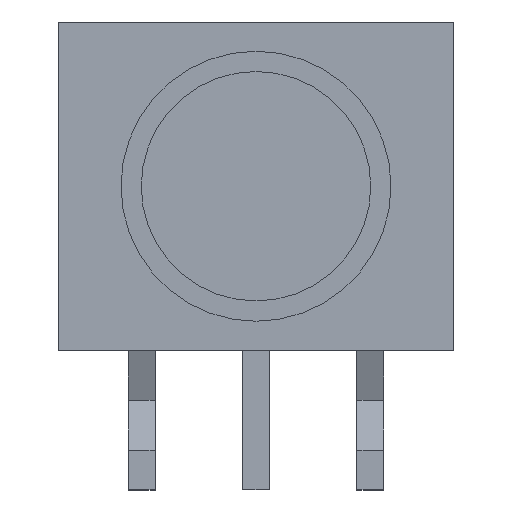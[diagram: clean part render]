
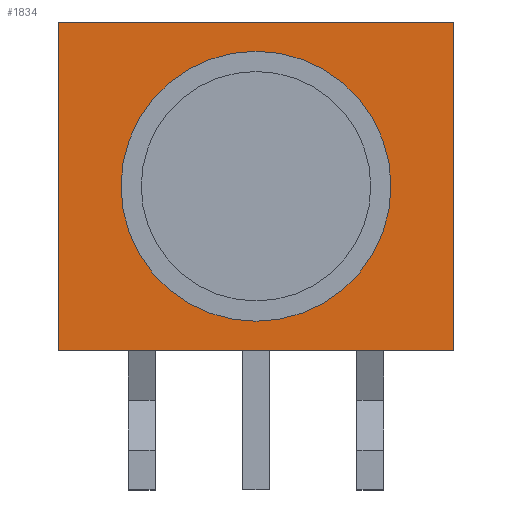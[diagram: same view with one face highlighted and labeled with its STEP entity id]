
A CAD part, front view. The second image highlights one B-rep face of the part: STEP entity #1834.
In plain terms, the highlighted planar face has unit normal (0, -1, 0).
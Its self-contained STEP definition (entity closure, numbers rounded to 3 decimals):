
#137=DIRECTION('',(0.,-1.,0.));
#140=DIRECTION('',(1.,0.,0.));
#186=VECTOR('',#140,1.);
#222=VECTOR('',#223,1.);
#223=DIRECTION('',(-1.,0.,0.));
#772=VERTEX_POINT('',#773);
#773=CARTESIAN_POINT('',(6.94,-11.2,0.));
#786=VERTEX_POINT('',#787);
#787=CARTESIAN_POINT('',(-1.86,-11.2,0.));
#789=ORIENTED_EDGE('',*,*,#790,.F.);
#790=EDGE_CURVE('',#772,#786,#791,.T.);
#791=LINE('',#773,#222);
#794=DIRECTION('',(0.,0.,1.));
#1773=VECTOR('',#794,1.);
#1785=VECTOR('',#1786,1.);
#1786=DIRECTION('',(0.,0.,-1.));
#1789=DIRECTION('',(0.,-1.,0.));
#1790=DIRECTION('',(0.,0.,-1.));
#1824=VERTEX_POINT('',#1825);
#1825=CARTESIAN_POINT('',(6.94,-11.2,7.3));
#1829=ORIENTED_EDGE('',*,*,#1830,.F.);
#1830=EDGE_CURVE('',#1824,#772,#1831,.T.);
#1831=LINE('',#1825,#1785);
#1834=ADVANCED_FACE('',(#1835,#1845),#1854,.T.);
#1835=FACE_BOUND('',#1836,.T.);
#1836=EDGE_LOOP('',(#1837,#1842,#789,#1829));
#1837=ORIENTED_EDGE('',*,*,#1838,.F.);
#1838=EDGE_CURVE('',#1839,#1824,#1841,.T.);
#1839=VERTEX_POINT('',#1840);
#1840=CARTESIAN_POINT('',(-1.86,-11.2,7.3));
#1841=LINE('',#1840,#186);
#1842=ORIENTED_EDGE('',*,*,#1843,.F.);
#1843=EDGE_CURVE('',#786,#1839,#1844,.T.);
#1844=LINE('',#787,#1773);
#1845=FACE_BOUND('',#1846,.T.);
#1846=EDGE_LOOP('',(#1847));
#1847=ORIENTED_EDGE('',*,*,#1848,.F.);
#1848=EDGE_CURVE('',#1849,#1849,#1851,.T.);
#1849=VERTEX_POINT('',#1850);
#1850=CARTESIAN_POINT('',(5.54,-11.2,3.65));
#1851=CIRCLE('',#1852,3.);
#1852=AXIS2_PLACEMENT_3D('',#1853,#137,#140);
#1853=CARTESIAN_POINT('',(2.54,-11.2,3.65));
#1854=PLANE('',#1855);
#1855=AXIS2_PLACEMENT_3D('',#1840,#1789,#1790);
